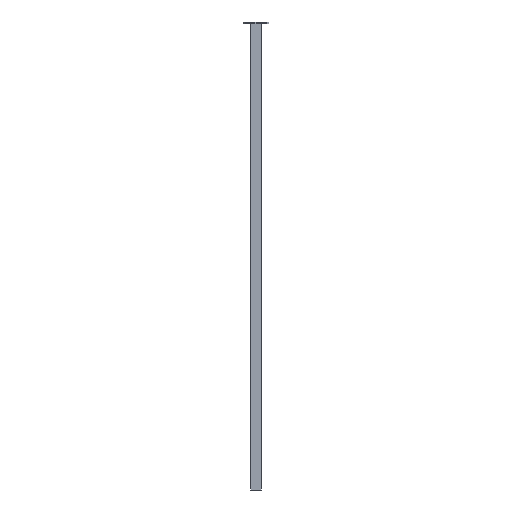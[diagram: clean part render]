
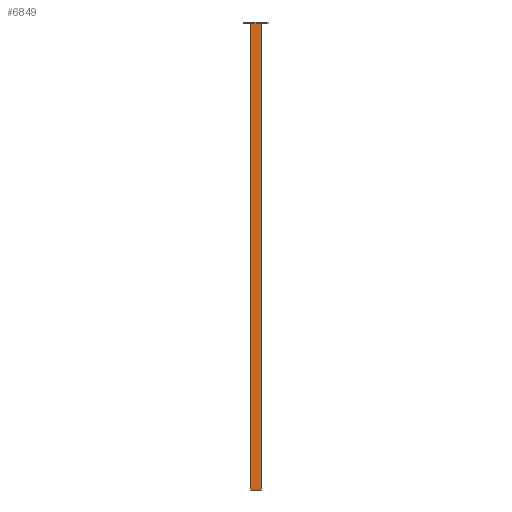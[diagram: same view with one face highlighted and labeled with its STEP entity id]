
A CAD part, front view. The second image highlights one B-rep face of the part: STEP entity #6849.
In plain terms, the highlighted planar face has unit normal (0, -1, 0).
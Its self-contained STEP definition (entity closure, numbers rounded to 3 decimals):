
#745 = ORIENTED_EDGE ( 'NONE', *, *, #6671, .T. ) ;
#748 = ORIENTED_EDGE ( 'NONE', *, *, #6672, .F. ) ;
#787 = ORIENTED_EDGE ( 'NONE', *, *, #6669, .T. ) ;
#853 = ORIENTED_EDGE ( 'NONE', *, *, #6246, .F. ) ;
#1584 = FACE_OUTER_BOUND ( 'NONE', #4314, .T. ) ;
#2000 = CARTESIAN_POINT ( 'NONE',  ( -21., -40., 1796. ) ) ;
#2002 = DIRECTION ( 'NONE',  ( 0., 0., -1. ) ) ;
#2004 = CARTESIAN_POINT ( 'NONE',  ( 21., -40., 0. ) ) ;
#2005 = DIRECTION ( 'NONE',  ( 1., 0., 0. ) ) ;
#2006 = CARTESIAN_POINT ( 'NONE',  ( 21., -40., 1796. ) ) ;
#2007 = DIRECTION ( 'NONE',  ( 1., 0., 0. ) ) ;
#2174 = CARTESIAN_POINT ( 'NONE',  ( 21., -40., 1796. ) ) ;
#2181 = PLANE ( 'NONE',  #5863 ) ;
#2183 = DIRECTION ( 'NONE',  ( 0., 1., 0. ) ) ;
#2184 = DIRECTION ( 'NONE',  ( -1., 0., 0. ) ) ;
#2860 = LINE ( 'NONE', #5745, #2865 ) ;
#2865 = VECTOR ( 'NONE', #5751, 1000. ) ;
#3548 = LINE ( 'NONE', #2000, #3550 ) ;
#3550 = VECTOR ( 'NONE', #2002, 1000. ) ;
#3551 = LINE ( 'NONE', #2004, #3554 ) ;
#3553 = LINE ( 'NONE', #2006, #3556 ) ;
#3554 = VECTOR ( 'NONE', #2005, 1000. ) ;
#3556 = VECTOR ( 'NONE', #2007, 1000. ) ;
#4314 = EDGE_LOOP ( 'NONE', ( #745, #853, #748, #787 ) ) ;
#4743 = VERTEX_POINT ( 'NONE', #5440 ) ;
#4755 = VERTEX_POINT ( 'NONE', #5452 ) ;
#4767 = VERTEX_POINT ( 'NONE', #5464 ) ;
#4768 = VERTEX_POINT ( 'NONE', #5465 ) ;
#5440 = CARTESIAN_POINT ( 'NONE',  ( 21., -40., 0. ) ) ;
#5452 = CARTESIAN_POINT ( 'NONE',  ( 21., -40., 1796. ) ) ;
#5464 = CARTESIAN_POINT ( 'NONE',  ( -21., -40., 0. ) ) ;
#5465 = CARTESIAN_POINT ( 'NONE',  ( -21., -40., 1796. ) ) ;
#5745 = CARTESIAN_POINT ( 'NONE',  ( 21., -40., 1796. ) ) ;
#5751 = DIRECTION ( 'NONE',  ( 0., 0., -1. ) ) ;
#5863 = AXIS2_PLACEMENT_3D ( 'NONE', #2174, #2183, #2184 ) ;
#6246 = EDGE_CURVE ( 'NONE', #4755, #4743, #2860, .T. ) ;
#6669 = EDGE_CURVE ( 'NONE', #4768, #4767, #3548, .T. ) ;
#6671 = EDGE_CURVE ( 'NONE', #4767, #4743, #3551, .T. ) ;
#6672 = EDGE_CURVE ( 'NONE', #4768, #4755, #3553, .T. ) ;
#6849 = ADVANCED_FACE ( 'NONE', ( #1584 ), #2181, .F. ) ;
